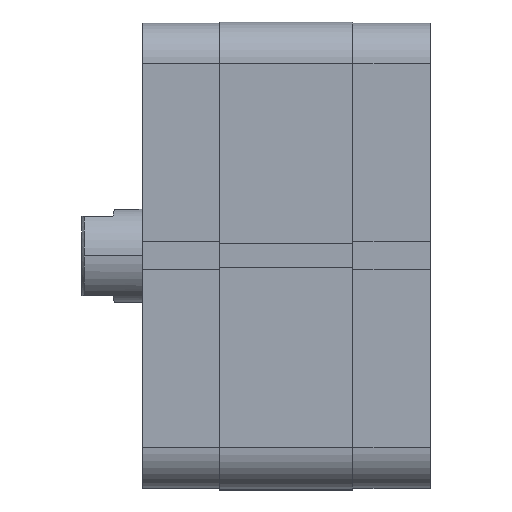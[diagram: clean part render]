
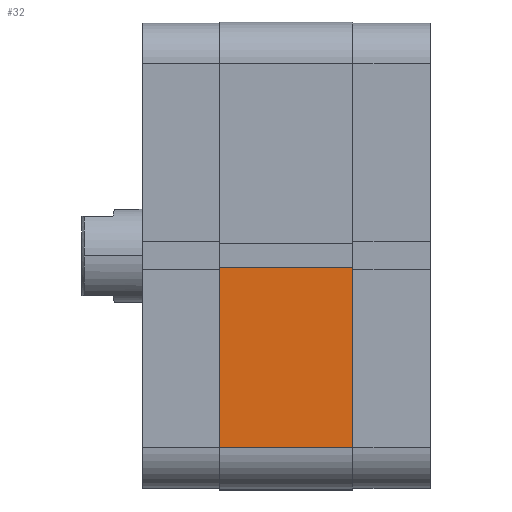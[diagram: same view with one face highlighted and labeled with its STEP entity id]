
A CAD part, top view. The second image highlights one B-rep face of the part: STEP entity #32.
In plain terms, the highlighted face is planar.
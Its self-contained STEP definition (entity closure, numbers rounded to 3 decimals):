
#32 = ADVANCED_FACE ( 'NONE', ( #2723 ), #6152, .F. ) ;
#549 = ORIENTED_EDGE ( 'NONE', *, *, #1096, .T. ) ;
#550 = ORIENTED_EDGE ( 'NONE', *, *, #1091, .F. ) ;
#551 = ORIENTED_EDGE ( 'NONE', *, *, #1194, .F. ) ;
#552 = ORIENTED_EDGE ( 'NONE', *, *, #1145, .T. ) ;
#1091 = EDGE_CURVE ( 'NONE', #5979, #4825, #4506, .T. ) ;
#1096 = EDGE_CURVE ( 'NONE', #4799, #4825, #4511, .T. ) ;
#1145 = EDGE_CURVE ( 'NONE', #5980, #4799, #4599, .T. ) ;
#1194 = EDGE_CURVE ( 'NONE', #5980, #5979, #4672, .T. ) ;
#1257 = AXIS2_PLACEMENT_3D ( 'NONE', #6151, #6154, #6155 ) ;
#2546 = EDGE_LOOP ( 'NONE', ( #549, #550, #551, #552 ) ) ;
#2723 = FACE_OUTER_BOUND ( 'NONE', #2546, .T. ) ;
#3536 = CARTESIAN_POINT ( 'NONE',  ( 2.6, 50., 28.5 ) ) ;
#3537 = DIRECTION ( 'NONE',  ( 0., 0., -1. ) ) ;
#3548 = CARTESIAN_POINT ( 'NONE',  ( 2.6, 50., 0. ) ) ;
#3549 = DIRECTION ( 'NONE',  ( -1., 0., 0. ) ) ;
#3647 = CARTESIAN_POINT ( 'NONE',  ( 41., 50., 28.5 ) ) ;
#3660 = DIRECTION ( 'NONE',  ( 0., 0., -1. ) ) ;
#3762 = CARTESIAN_POINT ( 'NONE',  ( 2.6, 50., 28.5 ) ) ;
#3777 = DIRECTION ( 'NONE',  ( -1., 0., 0. ) ) ;
#4062 = CARTESIAN_POINT ( 'NONE',  ( 41., 50., 0. ) ) ;
#4088 = CARTESIAN_POINT ( 'NONE',  ( 2.6, 50., 0. ) ) ;
#4093 = CARTESIAN_POINT ( 'NONE',  ( 41., 50., 28.5 ) ) ;
#4098 = CARTESIAN_POINT ( 'NONE',  ( 2.6, 50., 28.5 ) ) ;
#4506 = LINE ( 'NONE', #3536, #4507 ) ;
#4507 = VECTOR ( 'NONE', #3537, 1000. ) ;
#4511 = LINE ( 'NONE', #3548, #4512 ) ;
#4512 = VECTOR ( 'NONE', #3549, 1000. ) ;
#4599 = LINE ( 'NONE', #3647, #4601 ) ;
#4601 = VECTOR ( 'NONE', #3660, 1000. ) ;
#4672 = LINE ( 'NONE', #3762, #4680 ) ;
#4680 = VECTOR ( 'NONE', #3777, 1000. ) ;
#4799 = VERTEX_POINT ( 'NONE', #4062 ) ;
#4825 = VERTEX_POINT ( 'NONE', #4088 ) ;
#5979 = VERTEX_POINT ( 'NONE', #4098 ) ;
#5980 = VERTEX_POINT ( 'NONE', #4093 ) ;
#6151 = CARTESIAN_POINT ( 'NONE',  ( 2.6, 50., 28.5 ) ) ;
#6152 = PLANE ( 'NONE',  #1257 ) ;
#6154 = DIRECTION ( 'NONE',  ( 0., -1., 0. ) ) ;
#6155 = DIRECTION ( 'NONE',  ( 1., 0., 0. ) ) ;
